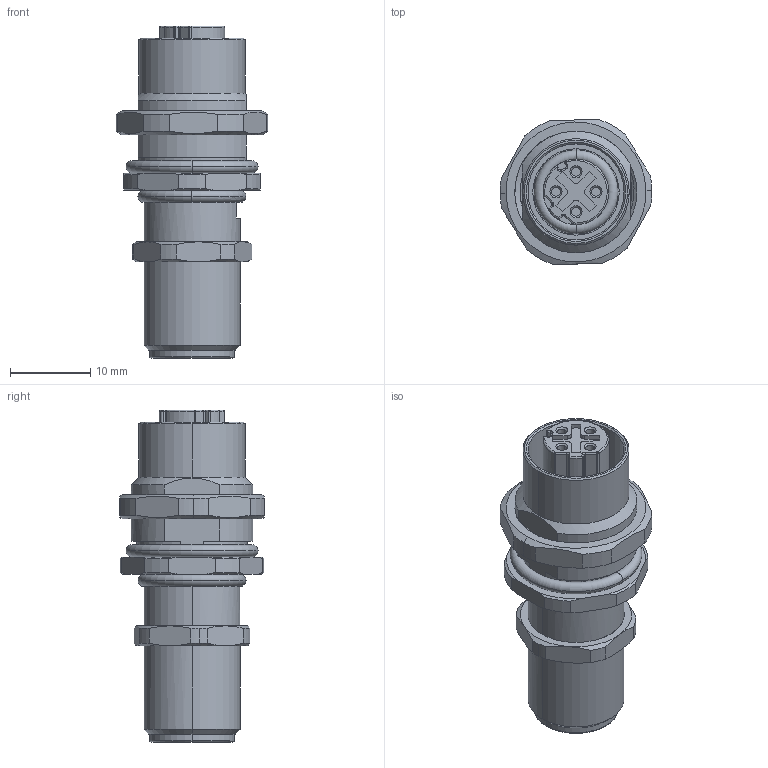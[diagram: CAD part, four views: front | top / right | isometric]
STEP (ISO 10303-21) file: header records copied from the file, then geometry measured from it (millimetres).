
FILE_DESCRIPTION(/* description */ (''),/* implementation_level */ '2;1');
FILE_NAME(/* name */ '4564646.stp',/* time_stamp */ '2023-04-18T19:40:53+08:00',/* author */ (''),/* organization */ (''),/* preprocessor_version */ 'ST-DEVELOPER v11',/* originating_system */ 'SIEMENS PLM Software NX 7.5',/* authorisation */ '');
FILE_SCHEMA (('CONFIG_CONTROL_DESIGN'));
Length unit declared in the file: millimetre
Products named in the file (1): AD-M12D04F-M12D04M_stp.prt_stp
Bounding box: 19 x 18.12 x 41.5 mm (x, y, z)
Volume: 5147.2 mm3; surface area: 3929.9 mm2
Topology: 2 solids, 2 shells, 306 faces, 801 edges, 494 vertices
Faces by surface type: cylinder 127, plane 77, cone 52, torus 24, sphere 14, bspline 12
Full cylindrical faces by diameter (mm): 1.8 x2
Entity records: 10815 total; most frequent: CARTESIAN_POINT 3411, DIRECTION 1573, ORIENTED_EDGE 1552, EDGE_CURVE 776, AXIS2_PLACEMENT_3D 651, VERTEX_POINT 485, CIRCLE 356, EDGE_LOOP 333
